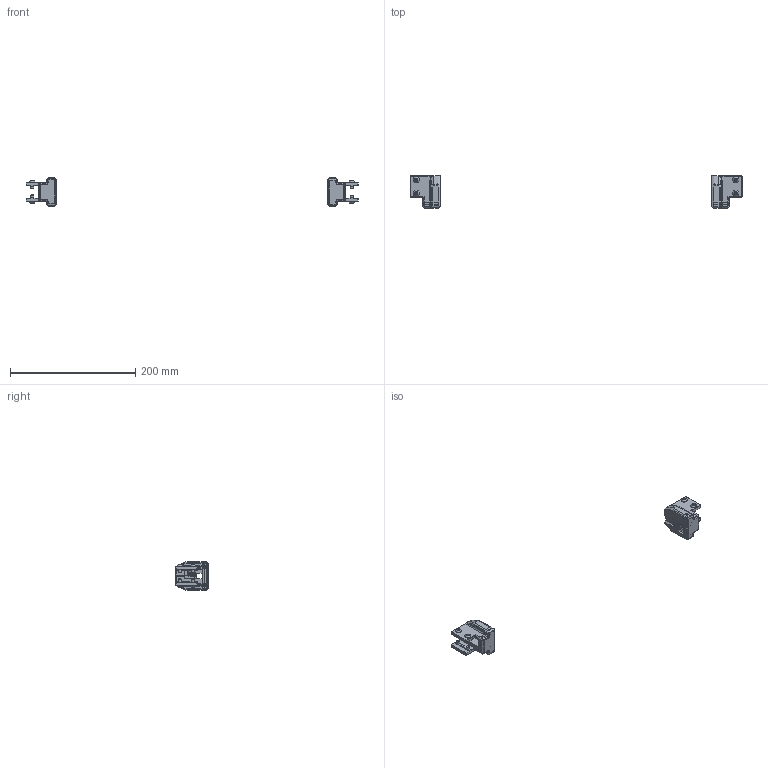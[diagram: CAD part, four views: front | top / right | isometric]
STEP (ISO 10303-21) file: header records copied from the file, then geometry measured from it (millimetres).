
FILE_DESCRIPTION(/* description */ (''),/* implementation_level */ '2;1');
FILE_NAME(/* name */ 'VZ235 Front Idler DoubleT x Genevamotion x AndyABG v1.step',/* time_stamp */ '2024-03-08T09:19:45-06:00',/* author */ (''),/* organization */ (''),/* preprocessor_version */ 'ST-DEVELOPER v20',/* originating_system */ 'Autodesk Translation Framework v12.20.1.177',/* authorisation */ '');
FILE_SCHEMA (('AUTOMOTIVE_DESIGN { 1 0 10303 214 3 1 1 }'));
Length unit declared in the file: millimetre
Products named in the file (18): VZ235 Front Idler DoubleT x Genevamotion x AndyABG; Left front idler; Idler Shuttle_v2beta(Mirror); Idler Assembly v1 (1) (1) (1); Fasteners (4) (1) (1) (1)(Mirror); Right front idler; Fasteners (4) (1) (1) (1)(Mirror)_1; M5x10 BHCS (25) (1) (1) (1) (1) (1); M5x10 BHCS (26) (1) (1) (1) (1) (1); M5x10 BHCS (27) (1) (1) (1) (1) (1); M5x10 BHCS (28) (1) (1) (1) (1) (1); Front-Idlers_Housing-Cover v2beta(Mirror); Cover_Round v1 (1) (1)(Mirror); Idler Shuttle_v2beta(Mirror)_1; Idler Assembly v1 (1) (1) (1)_1; M5 1mm Spacer (22) (1) (1) (1); F695 ZZ (20) (1) (1) (1); Front-Idlers_Housing v2beta(Mirror)
Assembly tree (30 placements, depth 5):
  VZ235 Front Idler DoubleT x Genevamotion x AndyABG
    Left front idler
      Idler Shuttle_v2beta(Mirror)
        Idler Assembly v1 (1) (1) (1)
          M5 1mm Spacer (22) (1) (1) (1)  x2
          F695 ZZ (20) (1) (1) (1)  x2
      Front-Idlers_Housing v2beta(Mirror)
      Front-Idlers_Housing-Cover v2beta(Mirror)
      Cover_Round v1 (1) (1)(Mirror)
      Fasteners (4) (1) (1) (1)(Mirror)
        M5x10 BHCS (25) (1) (1) (1) (1) (1)
        M5x10 BHCS (26) (1) (1) (1) (1) (1)
        M5x10 BHCS (27) (1) (1) (1) (1) (1)
        M5x10 BHCS (28) (1) (1) (1) (1) (1)
    Right front idler
      Fasteners (4) (1) (1) (1)(Mirror)_1
        M5x10 BHCS (25) (1) (1) (1) (1) (1)
        M5x10 BHCS (26) (1) (1) (1) (1) (1)
        M5x10 BHCS (27) (1) (1) (1) (1) (1)
        M5x10 BHCS (28) (1) (1) (1) (1) (1)
      Front-Idlers_Housing-Cover v2beta(Mirror)
      Cover_Round v1 (1) (1)(Mirror)
      Idler Shuttle_v2beta(Mirror)_1
        Idler Assembly v1 (1) (1) (1)_1
          M5 1mm Spacer (22) (1) (1) (1)  x2
          F695 ZZ (20) (1) (1) (1)  x2
      Front-Idlers_Housing v2beta(Mirror)
Bounding box: 530 x 51.5 x 44.91 mm (x, y, z)
Volume: 92526.6 mm3; surface area: 47420.8 mm2
Topology: 24 solids, 26 shells, 1750 faces, 4194 edges, 2568 vertices
Faces by surface type: plane 1186, cone 254, cylinder 254, bspline 32, torus 16, sphere 8
Full cylindrical faces by diameter (mm): 2.529 x30, 3.086 x30, 3.3 x10, 3.4 x4, 4.7 x4, 5 x16, 5.2 x8, 5.3 x4, 5.8 x4, 6.05 x6, 6.5 x12, 7.5 x4, 9.5 x8, 10 x4, 11.5 x8, 13 x4, 15 x4
Entity records: 40796 total; most frequent: CARTESIAN_POINT 16828, ORIENTED_EDGE 4936, DIRECTION 4724, EDGE_CURVE 2468, LINE 1788, VECTOR 1788, VERTEX_POINT 1510, AXIS2_PLACEMENT_3D 1468
